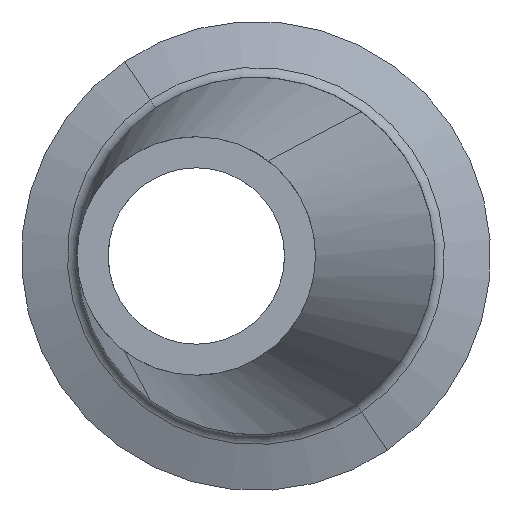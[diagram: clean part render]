
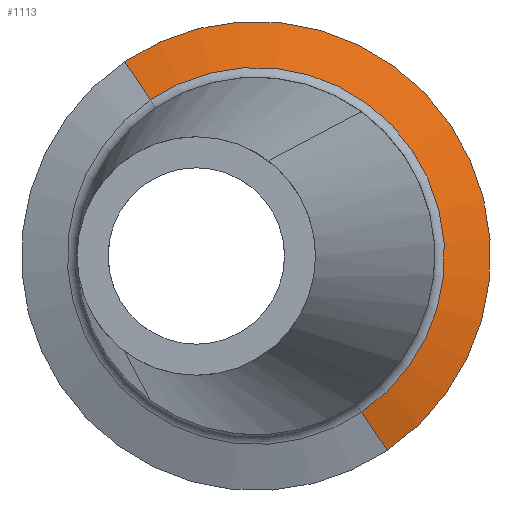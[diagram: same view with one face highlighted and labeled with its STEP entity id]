
A CAD part, front view. The second image highlights one B-rep face of the part: STEP entity #1113.
In plain terms, the highlighted conical face has half-angle 70 degrees and reference radius 12.495 mm.
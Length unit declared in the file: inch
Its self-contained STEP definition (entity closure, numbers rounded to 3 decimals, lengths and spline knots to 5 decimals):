
#60 = CONICAL_SURFACE ( 'NONE', #1591, 0.49193, 1.222 ) ;
#80 = DIRECTION ( 'NONE',  ( 0., 0., 1. ) ) ;
#84 = CIRCLE ( 'NONE', #765, 0.49193 ) ;
#187 = ORIENTED_EDGE ( 'NONE', *, *, #592, .T. ) ;
#234 = EDGE_CURVE ( 'NONE', #958, #1417, #804, .T. ) ;
#282 = AXIS2_PLACEMENT_3D ( 'NONE', #872, #607, #1229 ) ;
#318 = CARTESIAN_POINT ( 'NONE',  ( -0.00002, 0., -0.34588 ) ) ;
#372 = LINE ( 'NONE', #1213, #1129 ) ;
#437 = DIRECTION ( 'NONE',  ( 0., 0., -1. ) ) ;
#532 = EDGE_LOOP ( 'NONE', ( #929, #1172, #187, #777 ) ) ;
#556 = CARTESIAN_POINT ( 'NONE',  ( -0.49195, 0., -0.34588 ) ) ;
#572 = DIRECTION ( 'NONE',  ( -0.94, 0., -0.342 ) ) ;
#592 = EDGE_CURVE ( 'NONE', #1445, #1417, #84, .T. ) ;
#607 = DIRECTION ( 'NONE',  ( 0., 0., 1. ) ) ;
#699 = CARTESIAN_POINT ( 'NONE',  ( -0.39549, 0., -0.31077 ) ) ;
#746 = EDGE_CURVE ( 'NONE', #1493, #1445, #372, .T. ) ;
#765 = AXIS2_PLACEMENT_3D ( 'NONE', #318, #80, #1323 ) ;
#777 = ORIENTED_EDGE ( 'NONE', *, *, #234, .F. ) ;
#804 = LINE ( 'NONE', #1200, #1102 ) ;
#814 = CARTESIAN_POINT ( 'NONE',  ( 0.39544, 0., -0.31077 ) ) ;
#845 = DIRECTION ( 'NONE',  ( 0.94, 0., -0.342 ) ) ;
#872 = CARTESIAN_POINT ( 'NONE',  ( -0.00002, 0., -0.31077 ) ) ;
#929 = ORIENTED_EDGE ( 'NONE', *, *, #1249, .F. ) ;
#958 = VERTEX_POINT ( 'NONE', #699 ) ;
#963 = CARTESIAN_POINT ( 'NONE',  ( -0.00002, 0., -0.34588 ) ) ;
#969 = DIRECTION ( 'NONE',  ( -1., 0., 0. ) ) ;
#991 = FACE_OUTER_BOUND ( 'NONE', #532, .T. ) ;
#1102 = VECTOR ( 'NONE', #572, 39.37008 ) ;
#1113 = ADVANCED_FACE ( 'NONE', ( #991 ), #60, .T. ) ;
#1129 = VECTOR ( 'NONE', #845, 39.37008 ) ;
#1172 = ORIENTED_EDGE ( 'NONE', *, *, #746, .T. ) ;
#1200 = CARTESIAN_POINT ( 'NONE',  ( -0.49195, 0., -0.34588 ) ) ;
#1212 = CIRCLE ( 'NONE', #282, 0.39546 ) ;
#1213 = CARTESIAN_POINT ( 'NONE',  ( 0.49191, 0., -0.34588 ) ) ;
#1229 = DIRECTION ( 'NONE',  ( 1., 0., 0. ) ) ;
#1249 = EDGE_CURVE ( 'NONE', #1493, #958, #1212, .T. ) ;
#1323 = DIRECTION ( 'NONE',  ( 1., 0., 0. ) ) ;
#1417 = VERTEX_POINT ( 'NONE', #556 ) ;
#1445 = VERTEX_POINT ( 'NONE', #1589 ) ;
#1493 = VERTEX_POINT ( 'NONE', #814 ) ;
#1589 = CARTESIAN_POINT ( 'NONE',  ( 0.49191, 0., -0.34588 ) ) ;
#1591 = AXIS2_PLACEMENT_3D ( 'NONE', #963, #437, #969 ) ;
